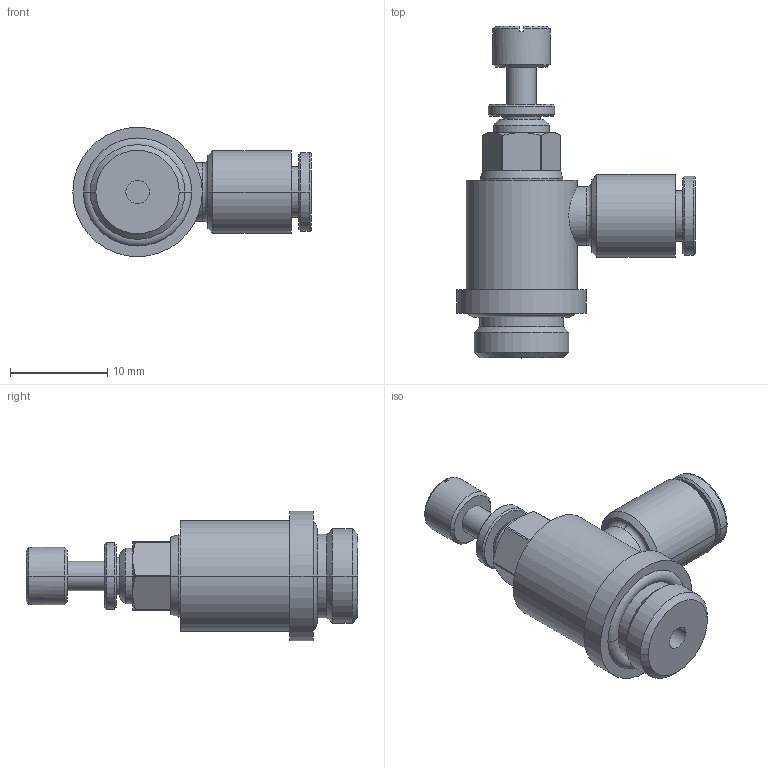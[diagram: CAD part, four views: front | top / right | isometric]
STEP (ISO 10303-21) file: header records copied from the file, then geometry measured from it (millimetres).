
FILE_DESCRIPTION(('STEP AP214'),'1');
FILE_NAME('7662_04_10.stp','2016-07-07T14:58:16',('TraceParts'),('TraceParts S.A.'),'Spatial InterOp 3D',' ',' ');
FILE_SCHEMA(('automotive_design'));
Length unit declared in the file: millimetre
Products named in the file (1): 1
Bounding box: 24.49 x 34.1 x 13.3 mm (x, y, z)
Volume: 2643.6 mm3; surface area: 1993.1 mm2
Topology: 1 solids, 1 shells, 105 faces, 247 edges, 157 vertices
Faces by surface type: cone 40, cylinder 30, plane 29, torus 6
Entity records: 3225 total; most frequent: CARTESIAN_POINT 729, DIRECTION 568, ORIENTED_EDGE 494, EDGE_CURVE 247, AXIS2_PLACEMENT_3D 238, VERTEX_POINT 157, CIRCLE 132, EDGE_LOOP 120
